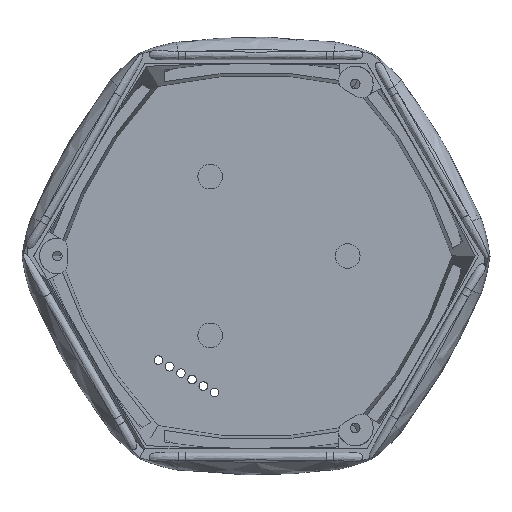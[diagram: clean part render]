
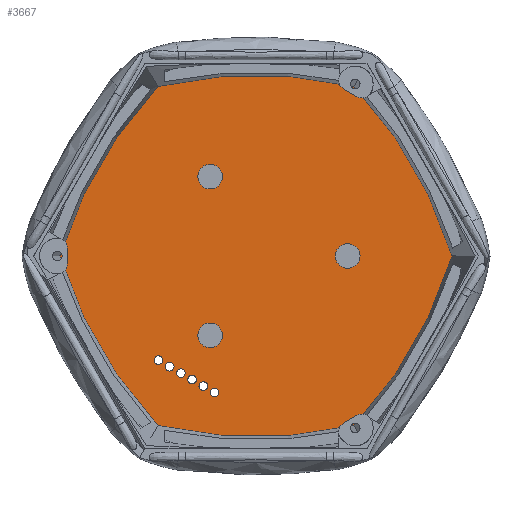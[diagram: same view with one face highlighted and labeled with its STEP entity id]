
A CAD part, front view. The second image highlights one B-rep face of the part: STEP entity #3667.
In plain terms, the highlighted planar face has unit normal (0, -1, 0).
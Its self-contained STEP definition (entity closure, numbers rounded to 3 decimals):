
#32=FACE_BOUND('',#663,.T.);
#33=FACE_BOUND('',#664,.T.);
#34=FACE_BOUND('',#665,.T.);
#35=FACE_BOUND('',#666,.T.);
#36=FACE_BOUND('',#667,.T.);
#37=FACE_BOUND('',#668,.T.);
#38=FACE_BOUND('',#669,.T.);
#39=FACE_BOUND('',#670,.T.);
#40=FACE_BOUND('',#671,.T.);
#108=CIRCLE('',#3835,2.425);
#110=CIRCLE('',#3839,2.425);
#118=CIRCLE('',#3878,2.425);
#119=CIRCLE('',#3879,0.85);
#120=CIRCLE('',#3880,0.85);
#121=CIRCLE('',#3881,0.85);
#122=CIRCLE('',#3882,0.85);
#123=CIRCLE('',#3883,0.85);
#124=CIRCLE('',#3884,0.85);
#434=FACE_OUTER_BOUND('',#662,.T.);
#662=EDGE_LOOP('',(#3202,#3203,#3204,#3205,#3206,#3207));
#663=EDGE_LOOP('',(#3208));
#664=EDGE_LOOP('',(#3209));
#665=EDGE_LOOP('',(#3210));
#666=EDGE_LOOP('',(#3211));
#667=EDGE_LOOP('',(#3212));
#668=EDGE_LOOP('',(#3213));
#669=EDGE_LOOP('',(#3214));
#670=EDGE_LOOP('',(#3215));
#671=EDGE_LOOP('',(#3216));
#1314=B_SPLINE_CURVE_WITH_KNOTS('',3,(#9306,#9307,#9308,#9309,#9310,#9311),
 .UNSPECIFIED.,.F.,.F.,(4,2,4),(-3.971,-2.028,-0.086),
 .UNSPECIFIED.);
#1329=B_SPLINE_CURVE_WITH_KNOTS('',3,(#9506,#9507,#9508,#9509,#9510,#9511),
 .UNSPECIFIED.,.F.,.F.,(4,2,4),(-3.971,-2.028,-0.086),
 .UNSPECIFIED.);
#1344=B_SPLINE_CURVE_WITH_KNOTS('',3,(#9706,#9707,#9708,#9709,#9710,#9711),
 .UNSPECIFIED.,.F.,.F.,(4,2,4),(-3.971,-2.028,-0.086),
 .UNSPECIFIED.);
#1355=B_SPLINE_CURVE_WITH_KNOTS('',3,(#10172,#10173,#10174,#10175,#10176,
#10177),.UNSPECIFIED.,.F.,.F.,(4,2,4),(-3.971,-2.028,
-0.086),.UNSPECIFIED.);
#1356=B_SPLINE_CURVE_WITH_KNOTS('',3,(#10198,#10199,#10200,#10201,#10202,
#10203),.UNSPECIFIED.,.F.,.F.,(4,2,4),(-3.971,-2.028,
-0.086),.UNSPECIFIED.);
#1357=B_SPLINE_CURVE_WITH_KNOTS('',3,(#10224,#10225,#10226,#10227,#10228,
#10229),.UNSPECIFIED.,.F.,.F.,(4,2,4),(-3.971,-2.028,
-0.086),.UNSPECIFIED.);
#1592=VERTEX_POINT('',#8983);
#1594=VERTEX_POINT('',#8990);
#1641=VERTEX_POINT('',#9291);
#1642=VERTEX_POINT('',#9305);
#1663=VERTEX_POINT('',#9491);
#1664=VERTEX_POINT('',#9505);
#1685=VERTEX_POINT('',#9691);
#1686=VERTEX_POINT('',#9705);
#1688=VERTEX_POINT('',#10231);
#1689=VERTEX_POINT('',#10233);
#1690=VERTEX_POINT('',#10235);
#1691=VERTEX_POINT('',#10237);
#1692=VERTEX_POINT('',#10239);
#1693=VERTEX_POINT('',#10241);
#1694=VERTEX_POINT('',#10243);
#2070=EDGE_CURVE('',#1592,#1592,#108,.T.);
#2073=EDGE_CURVE('',#1594,#1594,#110,.T.);
#2132=EDGE_CURVE('',#1641,#1642,#1314,.T.);
#2165=EDGE_CURVE('',#1663,#1664,#1329,.T.);
#2198=EDGE_CURVE('',#1685,#1686,#1344,.T.);
#2213=EDGE_CURVE('',#1686,#1663,#1355,.T.);
#2214=EDGE_CURVE('',#1642,#1685,#1356,.T.);
#2215=EDGE_CURVE('',#1664,#1641,#1357,.T.);
#2216=EDGE_CURVE('',#1688,#1688,#118,.T.);
#2217=EDGE_CURVE('',#1689,#1689,#119,.T.);
#2218=EDGE_CURVE('',#1690,#1690,#120,.T.);
#2219=EDGE_CURVE('',#1691,#1691,#121,.T.);
#2220=EDGE_CURVE('',#1692,#1692,#122,.T.);
#2221=EDGE_CURVE('',#1693,#1693,#123,.T.);
#2222=EDGE_CURVE('',#1694,#1694,#124,.T.);
#3202=ORIENTED_EDGE('',*,*,#2132,.F.);
#3203=ORIENTED_EDGE('',*,*,#2215,.F.);
#3204=ORIENTED_EDGE('',*,*,#2165,.F.);
#3205=ORIENTED_EDGE('',*,*,#2213,.F.);
#3206=ORIENTED_EDGE('',*,*,#2198,.F.);
#3207=ORIENTED_EDGE('',*,*,#2214,.F.);
#3208=ORIENTED_EDGE('',*,*,#2070,.T.);
#3209=ORIENTED_EDGE('',*,*,#2073,.T.);
#3210=ORIENTED_EDGE('',*,*,#2216,.T.);
#3211=ORIENTED_EDGE('',*,*,#2217,.T.);
#3212=ORIENTED_EDGE('',*,*,#2218,.T.);
#3213=ORIENTED_EDGE('',*,*,#2219,.T.);
#3214=ORIENTED_EDGE('',*,*,#2220,.T.);
#3215=ORIENTED_EDGE('',*,*,#2221,.T.);
#3216=ORIENTED_EDGE('',*,*,#2222,.T.);
#3466=PLANE('',#3877);
#3667=ADVANCED_FACE('',(#434,#32,#33,#34,#35,#36,#37,#38,#39,#40),#3466,
 .F.);
#3835=AXIS2_PLACEMENT_3D('',#8984,#4216,#4217);
#3839=AXIS2_PLACEMENT_3D('',#8991,#4225,#4226);
#3877=AXIS2_PLACEMENT_3D('',#10230,#4372,#4373);
#3878=AXIS2_PLACEMENT_3D('',#10232,#4374,#4375);
#3879=AXIS2_PLACEMENT_3D('',#10234,#4376,#4377);
#3880=AXIS2_PLACEMENT_3D('',#10236,#4378,#4379);
#3881=AXIS2_PLACEMENT_3D('',#10238,#4380,#4381);
#3882=AXIS2_PLACEMENT_3D('',#10240,#4382,#4383);
#3883=AXIS2_PLACEMENT_3D('',#10242,#4384,#4385);
#3884=AXIS2_PLACEMENT_3D('',#10244,#4386,#4387);
#4216=DIRECTION('center_axis',(0.,1.,0.));
#4217=DIRECTION('ref_axis',(0.5,0.,-0.866));
#4225=DIRECTION('center_axis',(0.,1.,0.));
#4226=DIRECTION('ref_axis',(0.5,0.,0.866));
#4372=DIRECTION('center_axis',(0.,1.,0.));
#4373=DIRECTION('ref_axis',(0.,0.,1.));
#4374=DIRECTION('center_axis',(0.,1.,0.));
#4375=DIRECTION('ref_axis',(-1.,0.,0.));
#4376=DIRECTION('center_axis',(0.,1.,0.));
#4377=DIRECTION('ref_axis',(-1.,0.,0.));
#4378=DIRECTION('center_axis',(0.,1.,0.));
#4379=DIRECTION('ref_axis',(-1.,0.,0.));
#4380=DIRECTION('center_axis',(0.,1.,0.));
#4381=DIRECTION('ref_axis',(-1.,0.,0.));
#4382=DIRECTION('center_axis',(0.,1.,0.));
#4383=DIRECTION('ref_axis',(-1.,0.,0.));
#4384=DIRECTION('center_axis',(0.,1.,0.));
#4385=DIRECTION('ref_axis',(-1.,0.,0.));
#4386=DIRECTION('center_axis',(0.,1.,0.));
#4387=DIRECTION('ref_axis',(-1.,0.,0.));
#8983=CARTESIAN_POINT('',(16.788,29.,2.1));
#8984=CARTESIAN_POINT('Origin',(18.,29.,0.));
#8990=CARTESIAN_POINT('',(-10.213,29.,13.488));
#8991=CARTESIAN_POINT('Origin',(-9.,29.,15.588));
#9291=CARTESIAN_POINT('',(-19.236,29.,33.317));
#9305=CARTESIAN_POINT('',(19.236,29.,33.317));
#9306=CARTESIAN_POINT('Ctrl Pts',(-19.236,29.,33.317));
#9307=CARTESIAN_POINT('Ctrl Pts',(-12.931,29.,34.79));
#9308=CARTESIAN_POINT('Ctrl Pts',(-6.476,29.,35.533));
#9309=CARTESIAN_POINT('Ctrl Pts',(6.477,29.,35.533));
#9310=CARTESIAN_POINT('Ctrl Pts',(12.931,29.,34.79));
#9311=CARTESIAN_POINT('Ctrl Pts',(19.236,29.,33.317));
#9491=CARTESIAN_POINT('',(-19.236,29.,-33.317));
#9505=CARTESIAN_POINT('',(-38.471,29.,0.));
#9506=CARTESIAN_POINT('Ctrl Pts',(-19.236,29.,-33.317));
#9507=CARTESIAN_POINT('Ctrl Pts',(-23.663,29.,-28.593));
#9508=CARTESIAN_POINT('Ctrl Pts',(-27.535,29.,-23.375));
#9509=CARTESIAN_POINT('Ctrl Pts',(-34.011,29.,-12.158));
#9510=CARTESIAN_POINT('Ctrl Pts',(-36.594,29.,-6.196));
#9511=CARTESIAN_POINT('Ctrl Pts',(-38.471,29.,0.));
#9691=CARTESIAN_POINT('',(38.471,29.,0.));
#9705=CARTESIAN_POINT('',(19.236,29.,-33.317));
#9706=CARTESIAN_POINT('Ctrl Pts',(38.471,29.,0.));
#9707=CARTESIAN_POINT('Ctrl Pts',(36.594,29.,-6.197));
#9708=CARTESIAN_POINT('Ctrl Pts',(34.011,29.,-12.159));
#9709=CARTESIAN_POINT('Ctrl Pts',(27.534,29.,-23.376));
#9710=CARTESIAN_POINT('Ctrl Pts',(23.663,29.,-28.594));
#9711=CARTESIAN_POINT('Ctrl Pts',(19.236,29.,-33.317));
#10172=CARTESIAN_POINT('Ctrl Pts',(19.236,29.,-33.317));
#10173=CARTESIAN_POINT('Ctrl Pts',(12.931,29.,-34.79));
#10174=CARTESIAN_POINT('Ctrl Pts',(6.476,29.,-35.533));
#10175=CARTESIAN_POINT('Ctrl Pts',(-6.477,29.,-35.533));
#10176=CARTESIAN_POINT('Ctrl Pts',(-12.931,29.,-34.79));
#10177=CARTESIAN_POINT('Ctrl Pts',(-19.236,29.,-33.317));
#10198=CARTESIAN_POINT('Ctrl Pts',(19.236,29.,33.317));
#10199=CARTESIAN_POINT('Ctrl Pts',(23.663,29.,28.593));
#10200=CARTESIAN_POINT('Ctrl Pts',(27.535,29.,23.375));
#10201=CARTESIAN_POINT('Ctrl Pts',(34.011,29.,12.158));
#10202=CARTESIAN_POINT('Ctrl Pts',(36.594,29.,6.196));
#10203=CARTESIAN_POINT('Ctrl Pts',(38.471,29.,0.));
#10224=CARTESIAN_POINT('Ctrl Pts',(-38.471,29.,0.));
#10225=CARTESIAN_POINT('Ctrl Pts',(-36.594,29.,6.197));
#10226=CARTESIAN_POINT('Ctrl Pts',(-34.011,29.,12.159));
#10227=CARTESIAN_POINT('Ctrl Pts',(-27.534,29.,23.376));
#10228=CARTESIAN_POINT('Ctrl Pts',(-23.663,29.,28.594));
#10229=CARTESIAN_POINT('Ctrl Pts',(-19.236,29.,33.317));
#10230=CARTESIAN_POINT('Origin',(0.,29.,0.));
#10231=CARTESIAN_POINT('',(-6.575,29.,-15.588));
#10232=CARTESIAN_POINT('Origin',(-9.,29.,-15.588));
#10233=CARTESIAN_POINT('',(-13.9,29.,-23.007));
#10234=CARTESIAN_POINT('Origin',(-14.75,29.,-23.007));
#10235=CARTESIAN_POINT('',(-7.301,29.,-26.817));
#10236=CARTESIAN_POINT('Origin',(-8.151,29.,-26.817));
#10237=CARTESIAN_POINT('',(-18.299,29.,-20.467));
#10238=CARTESIAN_POINT('Origin',(-19.149,29.,-20.467));
#10239=CARTESIAN_POINT('',(-11.7,29.,-24.277));
#10240=CARTESIAN_POINT('Origin',(-12.55,29.,-24.277));
#10241=CARTESIAN_POINT('',(-9.5,29.,-25.547));
#10242=CARTESIAN_POINT('Origin',(-10.35,29.,-25.547));
#10243=CARTESIAN_POINT('',(-16.1,29.,-21.737));
#10244=CARTESIAN_POINT('Origin',(-16.95,29.,-21.737));
